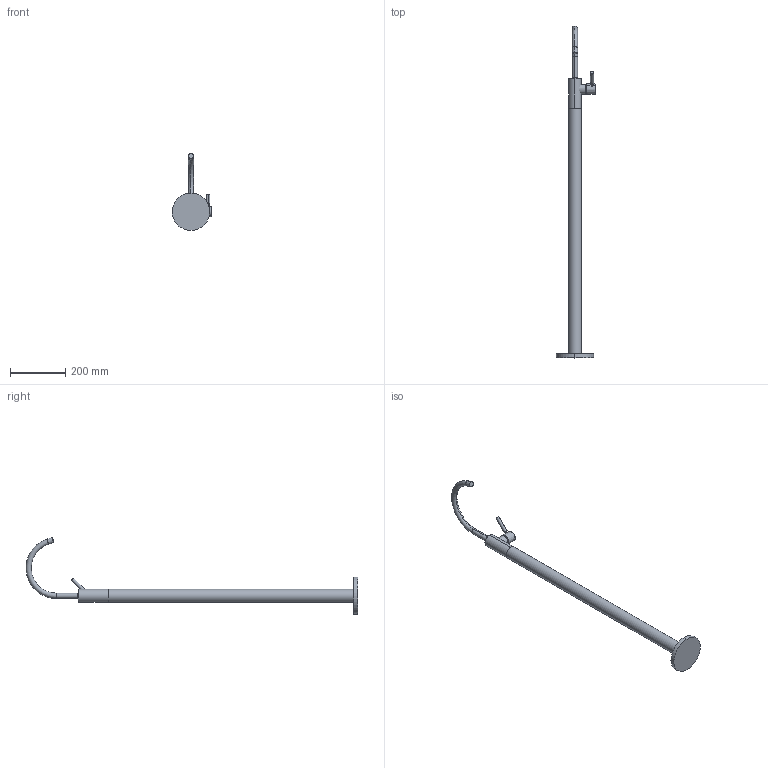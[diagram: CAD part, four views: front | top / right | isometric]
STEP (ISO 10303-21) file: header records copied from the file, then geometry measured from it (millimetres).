
FILE_DESCRIPTION (( 'STEP AP214' ), '1' );
FILE_NAME ('22584661.STEP', '2022-01-12T12:53:34', ( '' ), ( '' ), 'SwSTEP 2.0', 'SolidWorks 2020', '' );
FILE_SCHEMA (( 'AUTOMOTIVE_DESIGN' ));
Length unit declared in the file: millimetre
Products named in the file (9): Planungsmodell_Rohr_gerade-+-28.568.780-10_ _K444_46x884,33; Planungsmodell_Rosette-+-09.27.88.005.90-1; Planungsmodell_Haube-+-09.28.30.021-01; Planungsmodell_Griff Hebel-+-09.20.66.001-01; Planungsmodell_Hebel Unterteil-+-09.20.66.003-01; Planungsmodell_Rohr_gerade-+-28.568.780-10_ _K448_46,1x108; 22584661; Planungsmodell_Auslauf-+-09.28.22.311.90-01_K2_D19x201; Planungsmodell_Rohr_gerade-+-28.568.780-10_ _K449_36,1x38
Assembly tree (8 placements, depth 2):
  22584661
    Planungsmodell_Rosette-+-09.27.88.005.90-1
    Planungsmodell_Rohr_gerade-+-28.568.780-10_ _K444_46x884,33
    Planungsmodell_Auslauf-+-09.28.22.311.90-01_K2_D19x201
    Planungsmodell_Hebel Unterteil-+-09.20.66.003-01
    Planungsmodell_Haube-+-09.28.30.021-01
    Planungsmodell_Griff Hebel-+-09.20.66.001-01
    Planungsmodell_Rohr_gerade-+-28.568.780-10_ _K449_36,1x38
    Planungsmodell_Rohr_gerade-+-28.568.780-10_ _K448_46,1x108
Bounding box: 142.47 x 1197.2 x 277.76 mm (x, y, z)
Volume: 2068667.4 mm3; surface area: 225928.4 mm2
Topology: 8 solids, 8 shells, 68 faces, 129 edges, 80 vertices
Faces by surface type: cylinder 24, plane 18, torus 18, sphere 6, cone 2
Entity records: 2216 total; most frequent: DIRECTION 381, CARTESIAN_POINT 358, ORIENTED_EDGE 258, AXIS2_PLACEMENT_3D 177, EDGE_CURVE 129, CIRCLE 98, VERTEX_POINT 80, EDGE_LOOP 71
